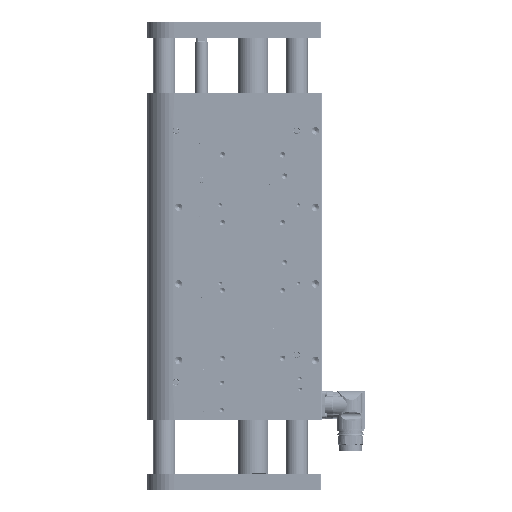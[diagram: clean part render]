
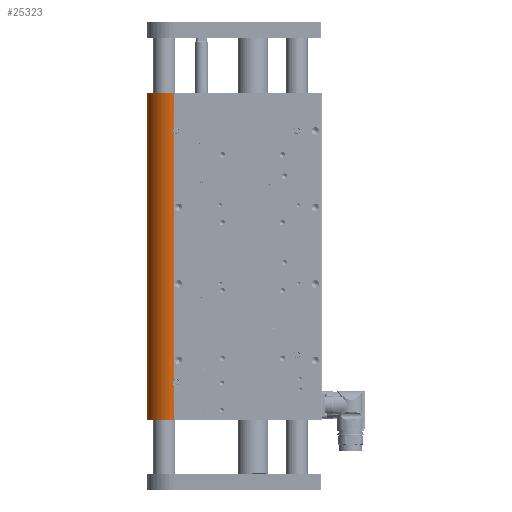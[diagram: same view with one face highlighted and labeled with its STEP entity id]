
A CAD part, left-side view. The second image highlights one B-rep face of the part: STEP entity #25323.
In plain terms, the highlighted cylindrical face has radius 25 mm (diameter 50 mm), a partial arc.
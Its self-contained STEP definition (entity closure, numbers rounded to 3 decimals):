
#3476 = CARTESIAN_POINT ( 'NONE',  ( -25., 72., 31.873 ) ) ;
#4683 = B_SPLINE_CURVE_WITH_KNOTS ( 'NONE', 3,
 ( #62104, #55632, #79443, #41453, #138713, #66771, #43026, #42253, #125352, #128451, #126874, #28826, #30386, #89736, #102361, #150548, #127642, #31157, #6658, #31963 ),
 .UNSPECIFIED., .F., .F.,
 ( 4, 2, 2, 2, 2, 2, 2, 2, 2, 4 ),
 ( 0., 0.001, 0.002, 0.003, 0.003, 0.004, 0.004, 0.005, 0.006, 0.006 ),
 .UNSPECIFIED. ) ;
#4928 = CARTESIAN_POINT ( 'NONE',  ( 25., 72., 299. ) ) ;
#6658 = CARTESIAN_POINT ( 'NONE',  ( -25., 72.23, 36.996 ) ) ;
#6682 = CARTESIAN_POINT ( 'NONE',  ( -24.988, 72.807, 262.545 ) ) ;
#7735 = ORIENTED_EDGE ( 'NONE', *, *, #91610, .T. ) ;
#8781 = CARTESIAN_POINT ( 'NONE',  ( -25., 72., 37.127 ) ) ;
#9565 = CARTESIAN_POINT ( 'NONE',  ( 25., 72., 299. ) ) ;
#14868 = CARTESIAN_POINT ( 'NONE',  ( -24.97, 73.221, 265.78 ) ) ;
#15620 = CARTESIAN_POINT ( 'NONE',  ( -24.96, 73.415, 265.155 ) ) ;
#20053 = VECTOR ( 'NONE', #117185, 1000. ) ;
#20307 = LINE ( 'NONE', #130228, #67665 ) ;
#22823 = CARTESIAN_POINT ( 'NONE',  ( -25., 72., 267.127 ) ) ;
#25323 = ADVANCED_FACE ( 'NONE', ( #133926 ), #25579, .T. ) ;
#25579 = CYLINDRICAL_SURFACE ( 'NONE', #64840, 25. ) ;
#25748 = DIRECTION ( 'NONE',  ( 0., 0., -1. ) ) ;
#27714 = VECTOR ( 'NONE', #147191, 1000. ) ;
#27903 = DIRECTION ( 'NONE',  ( 0., 0., 1. ) ) ;
#28826 = CARTESIAN_POINT ( 'NONE',  ( -24.958, 73.44, 35.024 ) ) ;
#30386 = CARTESIAN_POINT ( 'NONE',  ( -24.96, 73.415, 35.155 ) ) ;
#31157 = CARTESIAN_POINT ( 'NONE',  ( -24.997, 72.441, 36.831 ) ) ;
#31667 = ORIENTED_EDGE ( 'NONE', *, *, #56299, .T. ) ;
#31963 = CARTESIAN_POINT ( 'NONE',  ( -25., 72., 37.127 ) ) ;
#31987 = CARTESIAN_POINT ( 'NONE',  ( -24.997, 72.441, 266.831 ) ) ;
#34153 = CARTESIAN_POINT ( 'NONE',  ( 0., 72., 299. ) ) ;
#37652 = LINE ( 'NONE', #134079, #79358 ) ;
#39386 = CARTESIAN_POINT ( 'NONE',  ( -25., 72.229, 262.004 ) ) ;
#41453 = CARTESIAN_POINT ( 'NONE',  ( -24.988, 72.807, 32.545 ) ) ;
#42253 = CARTESIAN_POINT ( 'NONE',  ( -24.958, 73.448, 33.973 ) ) ;
#43026 = CARTESIAN_POINT ( 'NONE',  ( -24.965, 73.317, 33.464 ) ) ;
#43052 = CARTESIAN_POINT ( 'NONE',  ( -24.982, 72.964, 266.244 ) ) ;
#44418 = CARTESIAN_POINT ( 'NONE',  ( -25., 72., 299. ) ) ;
#52401 = ORIENTED_EDGE ( 'NONE', *, *, #73398, .T. ) ;
#55632 = CARTESIAN_POINT ( 'NONE',  ( -25., 72.229, 32.004 ) ) ;
#55922 = ORIENTED_EDGE ( 'NONE', *, *, #105463, .F. ) ;
#56299 = EDGE_CURVE ( 'NONE', #110514, #76918, #142768, .T. ) ;
#56416 = CARTESIAN_POINT ( 'NONE',  ( -24.997, 72.438, 262.166 ) ) ;
#59685 = ORIENTED_EDGE ( 'NONE', *, *, #82353, .T. ) ;
#62104 = CARTESIAN_POINT ( 'NONE',  ( -25., 72., 31.873 ) ) ;
#62298 = EDGE_LOOP ( 'NONE', ( #55922, #59685, #108051, #31667, #74860, #80611, #52401, #7735 ) ) ;
#63434 = CARTESIAN_POINT ( 'NONE',  ( -25., 72., 0. ) ) ;
#64662 = AXIS2_PLACEMENT_3D ( 'NONE', #34153, #141675, #118028 ) ;
#64840 = AXIS2_PLACEMENT_3D ( 'NONE', #79323, #77802, #139365 ) ;
#65446 = CARTESIAN_POINT ( 'NONE',  ( -25., 72., 261.873 ) ) ;
#66771 = CARTESIAN_POINT ( 'NONE',  ( -24.971, 73.22, 33.218 ) ) ;
#66792 = CARTESIAN_POINT ( 'NONE',  ( -24.956, 73.481, 264.632 ) ) ;
#67665 = VECTOR ( 'NONE', #70957, 1000. ) ;
#68301 = VERTEX_POINT ( 'NONE', #8781 ) ;
#70957 = DIRECTION ( 'NONE',  ( 0., 0., -1. ) ) ;
#73398 = EDGE_CURVE ( 'NONE', #134166, #148540, #113288, .T. ) ;
#74860 = ORIENTED_EDGE ( 'NONE', *, *, #77415, .F. ) ;
#76918 = VERTEX_POINT ( 'NONE', #22823 ) ;
#77415 = EDGE_CURVE ( 'NONE', #78621, #76918, #37652, .T. ) ;
#77802 = DIRECTION ( 'NONE',  ( 0., 0., -1. ) ) ;
#78621 = VERTEX_POINT ( 'NONE', #135983 ) ;
#78719 = CARTESIAN_POINT ( 'NONE',  ( -24.958, 73.448, 263.973 ) ) ;
#79323 = CARTESIAN_POINT ( 'NONE',  ( 0., 72., 299. ) ) ;
#79358 = VECTOR ( 'NONE', #25748, 1000. ) ;
#79443 = CARTESIAN_POINT ( 'NONE',  ( -24.997, 72.438, 32.166 ) ) ;
#80272 = CARTESIAN_POINT ( 'NONE',  ( -25., 72.23, 266.996 ) ) ;
#80611 = ORIENTED_EDGE ( 'NONE', *, *, #127670, .F. ) ;
#82353 = EDGE_CURVE ( 'NONE', #133221, #68301, #4683, .T. ) ;
#85771 = VERTEX_POINT ( 'NONE', #63434 ) ;
#86842 = CARTESIAN_POINT ( 'NONE',  ( -24.965, 73.317, 265.537 ) ) ;
#89736 = CARTESIAN_POINT ( 'NONE',  ( -24.965, 73.317, 35.537 ) ) ;
#91610 = EDGE_CURVE ( 'NONE', #148540, #85771, #150088, .T. ) ;
#92095 = CARTESIAN_POINT ( 'NONE',  ( -24.971, 73.22, 263.218 ) ) ;
#97088 = EDGE_CURVE ( 'NONE', #110514, #68301, #143949, .T. ) ;
#98337 = DIRECTION ( 'NONE',  ( 1., 0., 0. ) ) ;
#99108 = CARTESIAN_POINT ( 'NONE',  ( 0., 72., 0. ) ) ;
#102361 = CARTESIAN_POINT ( 'NONE',  ( -24.97, 73.221, 35.78 ) ) ;
#103174 = CARTESIAN_POINT ( 'NONE',  ( -24.965, 73.317, 263.464 ) ) ;
#105463 = EDGE_CURVE ( 'NONE', #133221, #85771, #20307, .T. ) ;
#108051 = ORIENTED_EDGE ( 'NONE', *, *, #97088, .F. ) ;
#110514 = VERTEX_POINT ( 'NONE', #65446 ) ;
#112245 = AXIS2_PLACEMENT_3D ( 'NONE', #99108, #27903, #98337 ) ;
#113288 = LINE ( 'NONE', #4928, #27714 ) ;
#115855 = CARTESIAN_POINT ( 'NONE',  ( -24.957, 73.473, 264.762 ) ) ;
#117185 = DIRECTION ( 'NONE',  ( 0., 0., -1. ) ) ;
#118028 = DIRECTION ( 'NONE',  ( 1., 0., 0. ) ) ;
#120185 = CIRCLE ( 'NONE', #64662, 25. ) ;
#123262 = CARTESIAN_POINT ( 'NONE',  ( -24.956, 73.481, 264.239 ) ) ;
#125352 = CARTESIAN_POINT ( 'NONE',  ( -24.956, 73.481, 34.239 ) ) ;
#126874 = CARTESIAN_POINT ( 'NONE',  ( -24.957, 73.473, 34.762 ) ) ;
#126902 = CARTESIAN_POINT ( 'NONE',  ( -24.988, 72.807, 266.455 ) ) ;
#127642 = CARTESIAN_POINT ( 'NONE',  ( -24.988, 72.807, 36.455 ) ) ;
#127670 = EDGE_CURVE ( 'NONE', #134166, #78621, #120185, .T. ) ;
#128451 = CARTESIAN_POINT ( 'NONE',  ( -24.956, 73.481, 34.632 ) ) ;
#130228 = CARTESIAN_POINT ( 'NONE',  ( -25., 72., 299. ) ) ;
#133221 = VERTEX_POINT ( 'NONE', #3476 ) ;
#133926 = FACE_OUTER_BOUND ( 'NONE', #62298, .T. ) ;
#134079 = CARTESIAN_POINT ( 'NONE',  ( -25., 72., 299. ) ) ;
#134166 = VERTEX_POINT ( 'NONE', #9565 ) ;
#135834 = CARTESIAN_POINT ( 'NONE',  ( -25., 72., 261.873 ) ) ;
#135983 = CARTESIAN_POINT ( 'NONE',  ( -25., 72., 299. ) ) ;
#138713 = CARTESIAN_POINT ( 'NONE',  ( -24.982, 72.963, 32.756 ) ) ;
#139365 = DIRECTION ( 'NONE',  ( -1., 0., 0. ) ) ;
#141675 = DIRECTION ( 'NONE',  ( 0., 0., 1. ) ) ;
#142768 = B_SPLINE_CURVE_WITH_KNOTS ( 'NONE', 3,
 ( #135834, #39386, #56416, #6682, #152141, #92095, #103174, #78719, #123262, #66792, #115855, #151358, #15620, #86842, #14868, #43052, #126902, #31987, #80272, #146876 ),
 .UNSPECIFIED., .F., .F.,
 ( 4, 2, 2, 2, 2, 2, 2, 2, 2, 4 ),
 ( 0., 0.001, 0.002, 0.003, 0.003, 0.004, 0.004, 0.005, 0.006, 0.006 ),
 .UNSPECIFIED. ) ;
#143949 = LINE ( 'NONE', #44418, #20053 ) ;
#146876 = CARTESIAN_POINT ( 'NONE',  ( -25., 72., 267.127 ) ) ;
#147191 = DIRECTION ( 'NONE',  ( 0., 0., -1. ) ) ;
#148540 = VERTEX_POINT ( 'NONE', #153523 ) ;
#150088 = CIRCLE ( 'NONE', #112245, 25. ) ;
#150548 = CARTESIAN_POINT ( 'NONE',  ( -24.982, 72.964, 36.244 ) ) ;
#151358 = CARTESIAN_POINT ( 'NONE',  ( -24.958, 73.44, 265.024 ) ) ;
#152141 = CARTESIAN_POINT ( 'NONE',  ( -24.982, 72.963, 262.756 ) ) ;
#153523 = CARTESIAN_POINT ( 'NONE',  ( 25., 72., 0. ) ) ;
